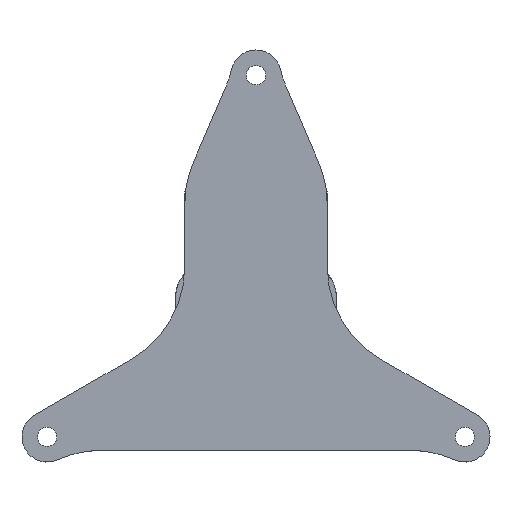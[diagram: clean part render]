
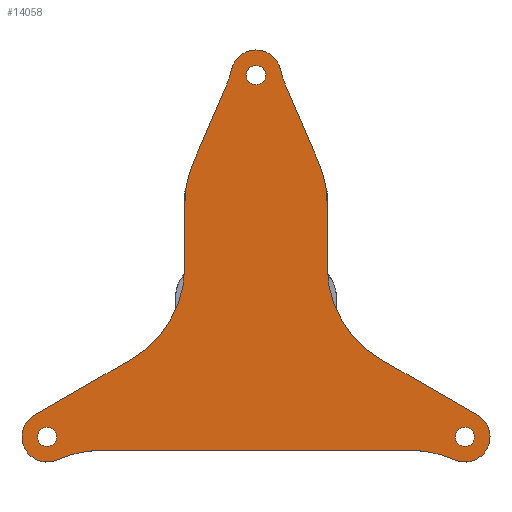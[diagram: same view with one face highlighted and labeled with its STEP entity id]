
A CAD part, top view. The second image highlights one B-rep face of the part: STEP entity #14058.
In plain terms, the highlighted face is planar.
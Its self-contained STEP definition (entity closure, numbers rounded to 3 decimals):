
#108=FACE_BOUND('',#2283,.T.);
#109=FACE_BOUND('',#2284,.T.);
#110=FACE_BOUND('',#2285,.T.);
#283=PLANE('',#15123);
#1432=FACE_OUTER_BOUND('',#2282,.T.);
#2282=EDGE_LOOP('',(#10232,#10233,#10234,#10235,#10236,#10237,#10238,#10239,
#10240,#10241,#10242,#10243,#10244,#10245,#10246,#10247,#10248,#10249));
#2283=EDGE_LOOP('',(#10250));
#2284=EDGE_LOOP('',(#10251));
#2285=EDGE_LOOP('',(#10252));
#3236=CIRCLE('',#15080,4.7);
#3237=CIRCLE('',#15082,20.);
#3238=CIRCLE('',#15085,20.);
#3239=CIRCLE('',#15088,20.);
#3240=CIRCLE('',#15091,4.7);
#3241=CIRCLE('',#15093,20.);
#3245=CIRCLE('',#15104,20.);
#3246=CIRCLE('',#15108,20.);
#3247=CIRCLE('',#15110,20.);
#3248=CIRCLE('',#15112,20.);
#3249=CIRCLE('',#15115,1.8);
#3250=CIRCLE('',#15117,4.7);
#3251=CIRCLE('',#15119,1.8);
#3252=CIRCLE('',#15121,1.8);
#3692=LINE('',#20876,#4898);
#3695=LINE('',#20884,#4901);
#3698=LINE('',#20892,#4904);
#3705=LINE('',#20924,#4911);
#3708=LINE('',#20929,#4914);
#3713=LINE('',#20946,#4919);
#3718=LINE('',#20963,#4924);
#4898=VECTOR('',#16618,10.);
#4901=VECTOR('',#16627,10.);
#4904=VECTOR('',#16636,10.);
#4911=VECTOR('',#16675,10.);
#4914=VECTOR('',#16680,10.);
#4919=VECTOR('',#16699,10.);
#4924=VECTOR('',#16722,10.);
#6158=VERTEX_POINT('',#20864);
#6159=VERTEX_POINT('',#20866);
#6160=VERTEX_POINT('',#20870);
#6161=VERTEX_POINT('',#20874);
#6162=VERTEX_POINT('',#20878);
#6163=VERTEX_POINT('',#20882);
#6164=VERTEX_POINT('',#20886);
#6165=VERTEX_POINT('',#20890);
#6166=VERTEX_POINT('',#20894);
#6167=VERTEX_POINT('',#20898);
#6173=VERTEX_POINT('',#20919);
#6174=VERTEX_POINT('',#20923);
#6175=VERTEX_POINT('',#20927);
#6176=VERTEX_POINT('',#20931);
#6177=VERTEX_POINT('',#20935);
#6178=VERTEX_POINT('',#20939);
#6179=VERTEX_POINT('',#20941);
#6180=VERTEX_POINT('',#20945);
#6181=VERTEX_POINT('',#20949);
#6182=VERTEX_POINT('',#20955);
#6183=VERTEX_POINT('',#20959);
#7664=EDGE_CURVE('',#6159,#6158,#3236,.T.);
#7667=EDGE_CURVE('',#6160,#6158,#3237,.T.);
#7669=EDGE_CURVE('',#6161,#6160,#3692,.T.);
#7671=EDGE_CURVE('',#6162,#6161,#3238,.T.);
#7673=EDGE_CURVE('',#6162,#6163,#3695,.T.);
#7675=EDGE_CURVE('',#6164,#6163,#3239,.T.);
#7677=EDGE_CURVE('',#6164,#6165,#3698,.T.);
#7679=EDGE_CURVE('',#6165,#6166,#3240,.T.);
#7681=EDGE_CURVE('',#6166,#6167,#3241,.F.);
#7690=EDGE_CURVE('',#6159,#6173,#3245,.T.);
#7692=EDGE_CURVE('',#6173,#6174,#3705,.T.);
#7695=EDGE_CURVE('',#6175,#6167,#3708,.T.);
#7697=EDGE_CURVE('',#6175,#6176,#3246,.F.);
#7698=EDGE_CURVE('',#6174,#6177,#3247,.T.);
#7701=EDGE_CURVE('',#6178,#6179,#3248,.T.);
#7703=EDGE_CURVE('',#6179,#6180,#3713,.T.);
#7706=EDGE_CURVE('',#6181,#6181,#3249,.T.);
#7707=EDGE_CURVE('',#6176,#6180,#3250,.T.);
#7709=EDGE_CURVE('',#6182,#6182,#3251,.T.);
#7711=EDGE_CURVE('',#6183,#6183,#3252,.T.);
#7712=EDGE_CURVE('',#6178,#6177,#3718,.T.);
#10232=ORIENTED_EDGE('',*,*,#7698,.F.);
#10233=ORIENTED_EDGE('',*,*,#7692,.F.);
#10234=ORIENTED_EDGE('',*,*,#7690,.F.);
#10235=ORIENTED_EDGE('',*,*,#7664,.T.);
#10236=ORIENTED_EDGE('',*,*,#7667,.F.);
#10237=ORIENTED_EDGE('',*,*,#7669,.F.);
#10238=ORIENTED_EDGE('',*,*,#7671,.F.);
#10239=ORIENTED_EDGE('',*,*,#7673,.T.);
#10240=ORIENTED_EDGE('',*,*,#7675,.F.);
#10241=ORIENTED_EDGE('',*,*,#7677,.T.);
#10242=ORIENTED_EDGE('',*,*,#7679,.T.);
#10243=ORIENTED_EDGE('',*,*,#7681,.T.);
#10244=ORIENTED_EDGE('',*,*,#7695,.F.);
#10245=ORIENTED_EDGE('',*,*,#7697,.T.);
#10246=ORIENTED_EDGE('',*,*,#7707,.T.);
#10247=ORIENTED_EDGE('',*,*,#7703,.F.);
#10248=ORIENTED_EDGE('',*,*,#7701,.F.);
#10249=ORIENTED_EDGE('',*,*,#7712,.T.);
#10250=ORIENTED_EDGE('',*,*,#7706,.T.);
#10251=ORIENTED_EDGE('',*,*,#7709,.T.);
#10252=ORIENTED_EDGE('',*,*,#7711,.T.);
#14058=ADVANCED_FACE('',(#1432,#108,#109,#110),#283,.T.);
#15080=AXIS2_PLACEMENT_3D('',#20867,#16607,#16608);
#15082=AXIS2_PLACEMENT_3D('',#20872,#16613,#16614);
#15085=AXIS2_PLACEMENT_3D('',#20880,#16622,#16623);
#15088=AXIS2_PLACEMENT_3D('',#20888,#16631,#16632);
#15091=AXIS2_PLACEMENT_3D('',#20896,#16640,#16641);
#15093=AXIS2_PLACEMENT_3D('',#20900,#16645,#16646);
#15104=AXIS2_PLACEMENT_3D('',#20920,#16670,#16671);
#15108=AXIS2_PLACEMENT_3D('',#20933,#16684,#16685);
#15110=AXIS2_PLACEMENT_3D('',#20936,#16688,#16689);
#15112=AXIS2_PLACEMENT_3D('',#20942,#16694,#16695);
#15115=AXIS2_PLACEMENT_3D('',#20951,#16704,#16705);
#15117=AXIS2_PLACEMENT_3D('',#20953,#16708,#16709);
#15119=AXIS2_PLACEMENT_3D('',#20957,#16713,#16714);
#15121=AXIS2_PLACEMENT_3D('',#20961,#16718,#16719);
#15123=AXIS2_PLACEMENT_3D('',#20964,#16723,#16724);
#16607=DIRECTION('center_axis',(0.,0.,-1.));
#16608=DIRECTION('ref_axis',(1.,0.,0.));
#16613=DIRECTION('center_axis',(0.,0.,-1.));
#16614=DIRECTION('ref_axis',(0.95,0.313,0.));
#16618=DIRECTION('',(0.395,-0.919,0.));
#16622=DIRECTION('center_axis',(0.,0.,1.));
#16623=DIRECTION('ref_axis',(-0.979,-0.202,0.));
#16627=DIRECTION('',(0.,1.,0.));
#16631=DIRECTION('center_axis',(0.,0.,-1.));
#16632=DIRECTION('ref_axis',(0.866,0.5,0.));
#16636=DIRECTION('',(-0.866,0.5,0.));
#16640=DIRECTION('center_axis',(0.,0.,-1.));
#16641=DIRECTION('ref_axis',(-0.5,-0.866,0.));
#16645=DIRECTION('center_axis',(0.,0.,-1.));
#16646=DIRECTION('ref_axis',(0.,1.,0.));
#16670=DIRECTION('center_axis',(0.,0.,-1.));
#16671=DIRECTION('ref_axis',(-0.95,0.313,0.));
#16675=DIRECTION('',(0.395,0.919,0.));
#16680=DIRECTION('',(-1.,0.,0.));
#16684=DIRECTION('center_axis',(0.,0.,-1.));
#16685=DIRECTION('ref_axis',(0.,1.,0.));
#16688=DIRECTION('center_axis',(0.,0.,1.));
#16689=DIRECTION('ref_axis',(0.979,-0.202,0.));
#16694=DIRECTION('center_axis',(0.,0.,-1.));
#16695=DIRECTION('ref_axis',(-0.866,0.5,0.));
#16699=DIRECTION('',(0.866,0.5,0.));
#16704=DIRECTION('center_axis',(0.,0.,1.));
#16705=DIRECTION('ref_axis',(1.,0.,0.));
#16708=DIRECTION('center_axis',(0.,0.,-1.));
#16709=DIRECTION('ref_axis',(-0.5,0.866,0.));
#16713=DIRECTION('center_axis',(0.,0.,1.));
#16714=DIRECTION('ref_axis',(1.,0.,0.));
#16718=DIRECTION('center_axis',(0.,0.,1.));
#16719=DIRECTION('ref_axis',(1.,0.,0.));
#16722=DIRECTION('',(0.,-1.,0.));
#16723=DIRECTION('center_axis',(0.,0.,-1.));
#16724=DIRECTION('ref_axis',(-1.,0.,0.));
#20864=CARTESIAN_POINT('',(-4.576,-46.071,-12.));
#20866=CARTESIAN_POINT('',(4.576,-46.071,-12.));
#20867=CARTESIAN_POINT('Origin',(0.,-45.,-12.));
#20870=CARTESIAN_POINT('',(-5.677,-42.729,-12.));
#20872=CARTESIAN_POINT('Origin',(-24.05,-50.63,-12.));
#20874=CARTESIAN_POINT('',(-11.673,-28.783,-12.));
#20876=CARTESIAN_POINT('',(-14.649,-21.864,-12.));
#20878=CARTESIAN_POINT('',(-13.3,-20.882,-12.));
#20880=CARTESIAN_POINT('Origin',(6.7,-20.882,-12.));
#20882=CARTESIAN_POINT('',(-13.3,-9.295,-12.));
#20884=CARTESIAN_POINT('',(-13.3,-12.5,-12.));
#20886=CARTESIAN_POINT('',(-23.3,8.025,-12.));
#20888=CARTESIAN_POINT('Origin',(-33.3,-9.295,-12.));
#20890=CARTESIAN_POINT('',(-41.321,18.43,-12.));
#20892=CARTESIAN_POINT('',(-2.35,-4.07,-12.));
#20894=CARTESIAN_POINT('',(-37.032,26.781,-12.));
#20896=CARTESIAN_POINT('Origin',(-38.971,22.5,-12.));
#20898=CARTESIAN_POINT('',(-28.781,25.,-12.));
#20900=CARTESIAN_POINT('Origin',(-28.781,45.,-12.));
#20919=CARTESIAN_POINT('',(5.677,-42.729,-12.));
#20920=CARTESIAN_POINT('Origin',(24.05,-50.63,-12.));
#20923=CARTESIAN_POINT('',(11.673,-28.783,-12.));
#20924=CARTESIAN_POINT('',(14.649,-21.864,-12.));
#20927=CARTESIAN_POINT('',(28.781,25.,-12.));
#20929=CARTESIAN_POINT('',(-13.3,25.,-12.));
#20931=CARTESIAN_POINT('',(37.032,26.781,-12.));
#20933=CARTESIAN_POINT('Origin',(28.781,45.,-12.));
#20935=CARTESIAN_POINT('',(13.3,-20.882,-12.));
#20936=CARTESIAN_POINT('Origin',(-6.7,-20.882,-12.));
#20939=CARTESIAN_POINT('',(13.3,-9.295,-12.));
#20941=CARTESIAN_POINT('',(23.3,8.025,-12.));
#20942=CARTESIAN_POINT('Origin',(33.3,-9.295,-12.));
#20945=CARTESIAN_POINT('',(41.321,18.43,-12.));
#20946=CARTESIAN_POINT('',(2.35,-4.07,-12.));
#20949=CARTESIAN_POINT('',(37.171,22.5,-12.));
#20951=CARTESIAN_POINT('Origin',(38.971,22.5,-12.));
#20953=CARTESIAN_POINT('Origin',(38.971,22.5,-12.));
#20955=CARTESIAN_POINT('',(-40.771,22.5,-12.));
#20957=CARTESIAN_POINT('Origin',(-38.971,22.5,-12.));
#20959=CARTESIAN_POINT('',(-1.8,-45.,-12.));
#20961=CARTESIAN_POINT('Origin',(0.,-45.,
-12.));
#20963=CARTESIAN_POINT('',(13.3,12.5,-12.));
#20964=CARTESIAN_POINT('Origin',(0.,0.,
-12.));
